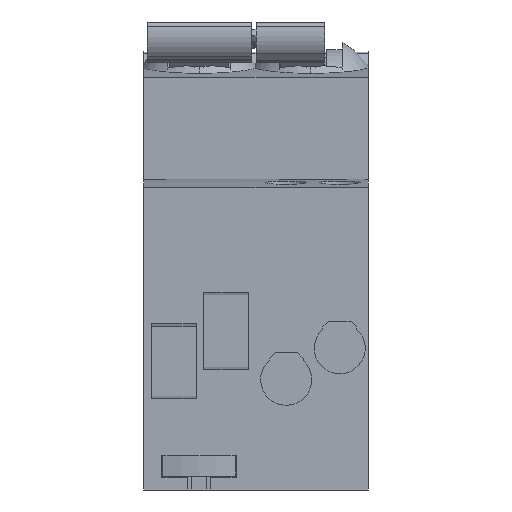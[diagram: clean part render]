
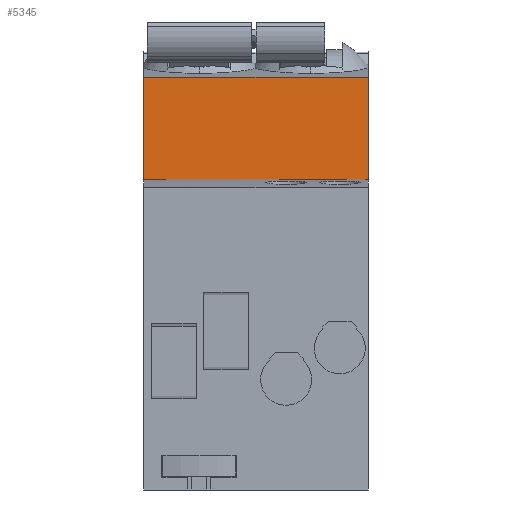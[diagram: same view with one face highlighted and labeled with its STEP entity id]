
A CAD part, front view. The second image highlights one B-rep face of the part: STEP entity #5345.
In plain terms, the highlighted planar face has unit normal (0, -1, 0).
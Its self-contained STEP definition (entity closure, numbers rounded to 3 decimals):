
#12=DIRECTION('',(0.,0.,-1.));
#13=VECTOR('',#12,16.199);
#14=CARTESIAN_POINT('',(-17.8,-21.5,30.724));
#15=LINE('',#14,#13);
#807=DIRECTION('',(0.,0.,-1.));
#808=VECTOR('',#807,16.199);
#809=CARTESIAN_POINT('',(17.8,-21.5,30.724));
#810=LINE('',#809,#808);
#1775=DIRECTION('',(1.,0.,0.));
#1776=VECTOR('',#1775,35.6);
#1777=CARTESIAN_POINT('',(-17.8,-21.5,14.526));
#1778=LINE('',#1777,#1776);
#1779=DIRECTION('',(1.,0.,0.));
#1780=VECTOR('',#1779,35.6);
#1781=CARTESIAN_POINT('',(-17.8,-21.5,30.724));
#1782=LINE('',#1781,#1780);
#2697=CARTESIAN_POINT('',(-17.8,-21.5,30.724));
#2698=CARTESIAN_POINT('',(-17.8,-21.5,14.526));
#2699=VERTEX_POINT('',#2697);
#2700=VERTEX_POINT('',#2698);
#2753=CARTESIAN_POINT('',(17.8,-21.5,30.724));
#2754=CARTESIAN_POINT('',(17.8,-21.5,14.526));
#2755=VERTEX_POINT('',#2753);
#2756=VERTEX_POINT('',#2754);
#5334=CARTESIAN_POINT('',(-17.8,-21.5,30.724));
#5335=DIRECTION('',(0.,-1.,0.));
#5336=DIRECTION('',(0.,0.,-1.));
#5337=AXIS2_PLACEMENT_3D('',#5334,#5335,#5336);
#5338=PLANE('',#5337);
#5339=ORIENTED_EDGE('',*,*,#3452,.F.);
#5340=ORIENTED_EDGE('',*,*,#3532,.T.);
#5341=ORIENTED_EDGE('',*,*,#4325,.T.);
#5342=ORIENTED_EDGE('',*,*,#5327,.F.);
#5343=EDGE_LOOP('',(#5339,#5340,#5341,#5342));
#5344=FACE_OUTER_BOUND('',#5343,.F.);
#5345=ADVANCED_FACE('',(#5344),#5338,.T.);
#3452=EDGE_CURVE('',#2699,#2700,#15,.T.);
#3532=EDGE_CURVE('',#2699,#2755,#1782,.T.);
#4325=EDGE_CURVE('',#2755,#2756,#810,.T.);
#5327=EDGE_CURVE('',#2700,#2756,#1778,.T.);
